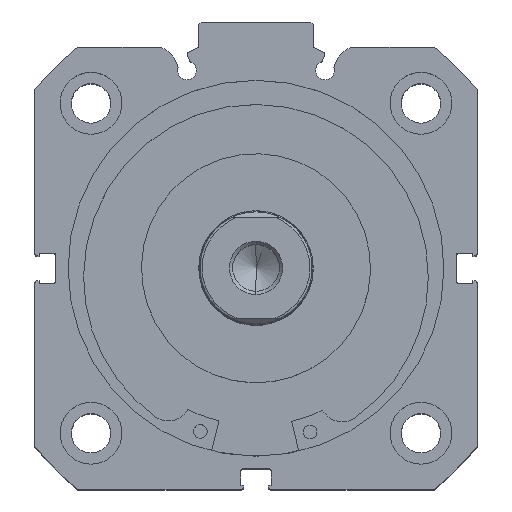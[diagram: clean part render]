
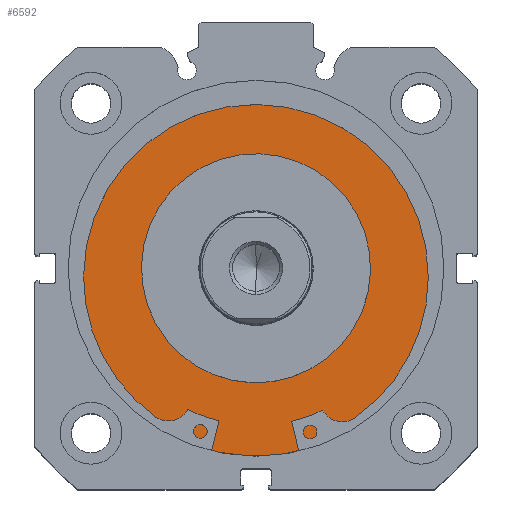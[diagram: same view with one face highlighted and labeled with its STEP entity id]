
A CAD part, top view. The second image highlights one B-rep face of the part: STEP entity #6592.
In plain terms, the highlighted face is planar.
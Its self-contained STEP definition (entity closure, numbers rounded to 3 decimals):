
#1303 = VERTEX_POINT ( 'NONE', #1659 ) ;
#1304 = VERTEX_POINT ( 'NONE', #1660 ) ;
#1307 = VERTEX_POINT ( 'NONE', #1663 ) ;
#1312 = VERTEX_POINT ( 'NONE', #1668 ) ;
#1659 = CARTESIAN_POINT ( 'NONE',  ( 4., 0., 25. ) ) ;
#1660 = CARTESIAN_POINT ( 'NONE',  ( 4., 0., 41. ) ) ;
#1663 = CARTESIAN_POINT ( 'NONE',  ( 4., 0., -41. ) ) ;
#1668 = CARTESIAN_POINT ( 'NONE',  ( 4., 0., -25. ) ) ;
#1814 = CARTESIAN_POINT ( 'NONE',  ( 4., 0., 0. ) ) ;
#1815 = DIRECTION ( 'NONE',  ( -1., 0., 0. ) ) ;
#1816 = DIRECTION ( 'NONE',  ( 0., 0., 1. ) ) ;
#1839 = CARTESIAN_POINT ( 'NONE',  ( 4., 0., 0. ) ) ;
#1851 = DIRECTION ( 'NONE',  ( -1., 0., 0. ) ) ;
#1852 = DIRECTION ( 'NONE',  ( 0., 0., 1. ) ) ;
#1854 = CARTESIAN_POINT ( 'NONE',  ( 4., 0., 0. ) ) ;
#1861 = DIRECTION ( 'NONE',  ( -1., 0., 0. ) ) ;
#1862 = DIRECTION ( 'NONE',  ( 0., 0., 1. ) ) ;
#1863 = CARTESIAN_POINT ( 'NONE',  ( 4., 0., 0. ) ) ;
#1866 = DIRECTION ( 'NONE',  ( -1., 0., 0. ) ) ;
#1867 = DIRECTION ( 'NONE',  ( 0., 0., 1. ) ) ;
#2269 = EDGE_CURVE ( 'NONE', #1304, #1307, #7146, .T. ) ;
#2280 = CIRCLE ( 'NONE', #4927, 41. ) ;
#2281 = CIRCLE ( 'NONE', #4925, 25. ) ;
#2300 = CIRCLE ( 'NONE', #4922, 25. ) ;
#2314 = EDGE_CURVE ( 'NONE', #1303, #1312, #2300, .T. ) ;
#2317 = EDGE_CURVE ( 'NONE', #1312, #1303, #2281, .T. ) ;
#2319 = EDGE_CURVE ( 'NONE', #1307, #1304, #2280, .T. ) ;
#3604 = PLANE ( 'NONE',  #5242 ) ;
#3605 = CARTESIAN_POINT ( 'NONE',  ( 4., 41., 0. ) ) ;
#3606 = DIRECTION ( 'NONE',  ( 1., 0., 0. ) ) ;
#3607 = DIRECTION ( 'NONE',  ( 0., 0., -1. ) ) ;
#4915 = AXIS2_PLACEMENT_3D ( 'NONE', #1814, #1815, #1816 ) ;
#4922 = AXIS2_PLACEMENT_3D ( 'NONE', #1839, #1851, #1852 ) ;
#4925 = AXIS2_PLACEMENT_3D ( 'NONE', #1854, #1861, #1862 ) ;
#4927 = AXIS2_PLACEMENT_3D ( 'NONE', #1863, #1866, #1867 ) ;
#5242 = AXIS2_PLACEMENT_3D ( 'NONE', #3605, #3606, #3607 ) ;
#6263 = FACE_BOUND ( 'NONE', #6954, .T. ) ;
#6274 = FACE_OUTER_BOUND ( 'NONE', #6959, .T. ) ;
#6592 = ADVANCED_FACE ( 'NONE', ( #6263, #6274 ), #3604, .F. ) ;
#6828 = ORIENTED_EDGE ( 'NONE', *, *, #2314, .F. ) ;
#6841 = ORIENTED_EDGE ( 'NONE', *, *, #2269, .T. ) ;
#6853 = ORIENTED_EDGE ( 'NONE', *, *, #2317, .F. ) ;
#6897 = ORIENTED_EDGE ( 'NONE', *, *, #2319, .T. ) ;
#6954 = EDGE_LOOP ( 'NONE', ( #6828, #6853 ) ) ;
#6959 = EDGE_LOOP ( 'NONE', ( #6841, #6897 ) ) ;
#7146 = CIRCLE ( 'NONE', #4915, 41. ) ;
